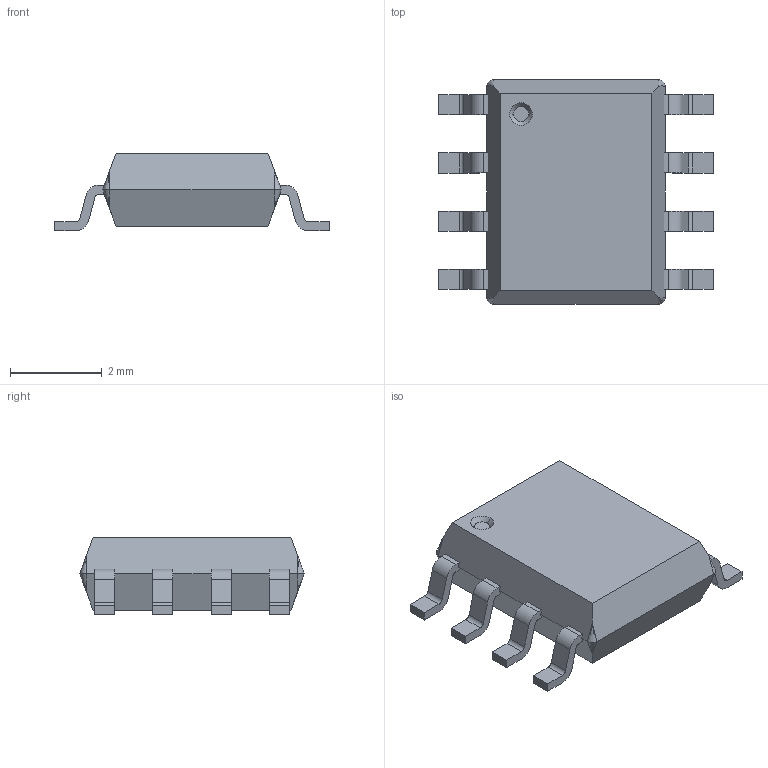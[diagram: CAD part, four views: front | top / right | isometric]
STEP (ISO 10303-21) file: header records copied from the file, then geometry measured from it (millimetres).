
FILE_DESCRIPTION (( 'STEP AP214' ), '1' );
FILE_NAME ('2713AC35-12AD-4D4B-85A4-E6DB7F44DA6D.STEP', '2023-11-02T03:29:08', ( '' ), ( '' ), 'SwSTEP 2.0', 'SolidWorks 2022', '' );
FILE_SCHEMA (( 'AUTOMOTIVE_DESIGN' ));
Length unit declared in the file: millimetre
Products named in the file (1): 2713AC35-12AD-4D4B-85A4-E6DB7F44DA6D
Bounding box: 6 x 4.9 x 1.7 mm (x, y, z)
Volume: 27.8 mm3; surface area: 73 mm2
Topology: 1 solids, 1 shells, 125 faces, 366 edges, 236 vertices
Faces by surface type: plane 83, cylinder 32, cone 10
Entity records: 5469 total; most frequent: CARTESIAN_POINT 720, ORIENTED_EDGE 716, DIRECTION 682, EDGE_CURVE 358, LINE 286, VECTOR 286, VERTEX_POINT 236, AXIS2_PLACEMENT_3D 198
